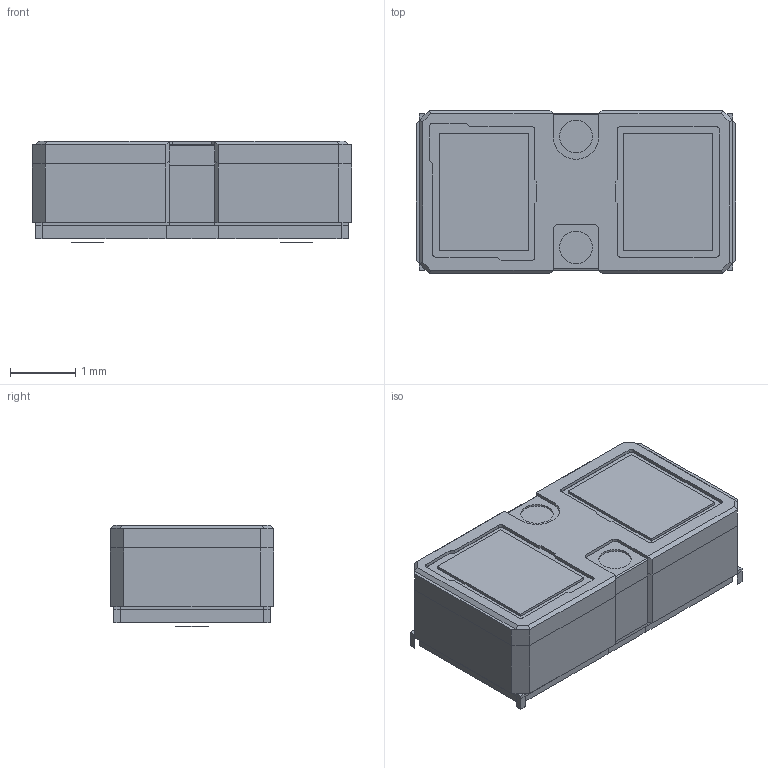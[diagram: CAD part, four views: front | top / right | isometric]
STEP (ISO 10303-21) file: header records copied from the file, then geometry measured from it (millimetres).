
FILE_DESCRIPTION(('FreeCAD Model'),'2;1');
FILE_NAME('pads_cp_fd_fd_sp.step', '2020-06-22T14:20:36',('kicad StepUp'),('ksu MCAD'), 'Open CASCADE STEP processor 7.3','FreeCAD','Unknown');
FILE_SCHEMA(('AUTOMOTIVE_DESIGN { 1 0 10303 214 1 1 1 1 }'));
Length unit declared in the file: millimetre
Products named in the file (1): pads_cp_fd_fd_sp
Bounding box: 4.9 x 2.5 x 1.56 mm (x, y, z)
Volume: 12.9 mm3; surface area: 221 mm2
Topology: 14 solids, 14 shells, 746 faces, 1930 edges, 1252 vertices
Faces by surface type: plane 664, cylinder 82
Full cylindrical faces by diameter (mm): 0.5 x6
Entity records: 27510 total; most frequent: CARTESIAN_POINT 3929, ORIENTED_EDGE 3860, DIRECTION 3588, EDGE_CURVE 1930, LINE 1766, VECTOR 1766, VERTEX_POINT 1252, AXIS2_PLACEMENT_3D 911
